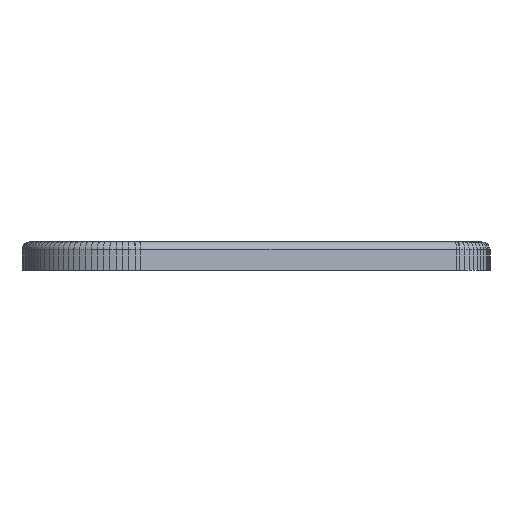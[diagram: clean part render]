
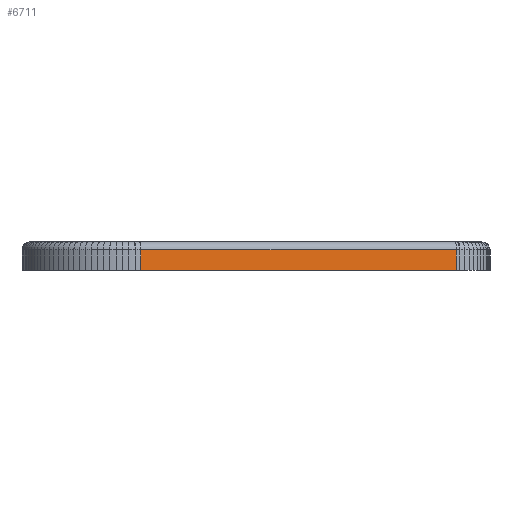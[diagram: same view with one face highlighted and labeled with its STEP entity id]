
A CAD part, left-side view. The second image highlights one B-rep face of the part: STEP entity #6711.
In plain terms, the highlighted planar face has unit normal (-0.982, -0.187, 0).
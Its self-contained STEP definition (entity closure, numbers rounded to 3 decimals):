
#260=PLANE('',#7417);
#633=FACE_OUTER_BOUND('',#1029,.T.);
#1029=EDGE_LOOP('',(#6128,#6129,#6130,#6131));
#1057=LINE('',#9524,#1716);
#1121=LINE('',#9771,#1780);
#1311=LINE('',#10535,#1970);
#1447=LINE('',#10873,#2106);
#1716=VECTOR('',#7484,10.);
#1780=VECTOR('',#7670,10.);
#1970=VECTOR('',#8528,10.);
#2106=VECTOR('',#8892,10.);
#2694=VERTEX_POINT('',#9512);
#2699=VERTEX_POINT('',#9522);
#2821=VERTEX_POINT('',#9769);
#3061=VERTEX_POINT('',#10530);
#3314=EDGE_CURVE('',#2699,#2694,#1057,.T.);
#3438=EDGE_CURVE('',#2821,#2699,#1121,.T.);
#3820=EDGE_CURVE('',#3061,#2821,#1311,.T.);
#4001=EDGE_CURVE('',#2694,#3061,#1447,.T.);
#6128=ORIENTED_EDGE('',*,*,#3314,.F.);
#6129=ORIENTED_EDGE('',*,*,#3438,.F.);
#6130=ORIENTED_EDGE('',*,*,#3820,.F.);
#6131=ORIENTED_EDGE('',*,*,#4001,.F.);
#6711=ADVANCED_FACE('',(#633),#260,.T.);
#7417=AXIS2_PLACEMENT_3D('',#11406,#9413,#9414);
#7484=DIRECTION('',(0.,0.,1.));
#7670=DIRECTION('',(-0.187,0.982,0.));
#8528=DIRECTION('',(0.,0.,-1.));
#8892=DIRECTION('',(0.187,-0.982,0.));
#9413=DIRECTION('center_axis',(-0.982,-0.187,0.));
#9414=DIRECTION('ref_axis',(-0.187,0.982,0.));
#9512=CARTESIAN_POINT('',(171.093,-46.224,4.1));
#9522=CARTESIAN_POINT('',(171.093,-46.224,1.6));
#9524=CARTESIAN_POINT('',(171.093,-46.224,5.1));
#9769=CARTESIAN_POINT('',(178.527,-85.353,1.6));
#9771=CARTESIAN_POINT('',(176.909,-76.838,1.6));
#10530=CARTESIAN_POINT('',(178.527,-85.353,4.1));
#10535=CARTESIAN_POINT('',(178.527,-85.353,5.1));
#10873=CARTESIAN_POINT('',(176.909,-76.838,4.1));
#11406=CARTESIAN_POINT('Origin',(178.561,-85.53,5.1));
